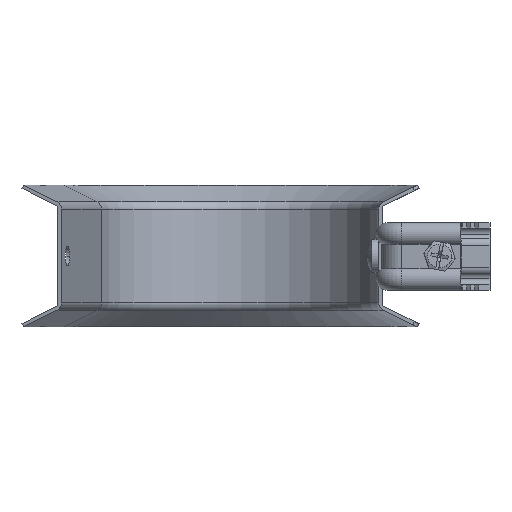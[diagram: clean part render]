
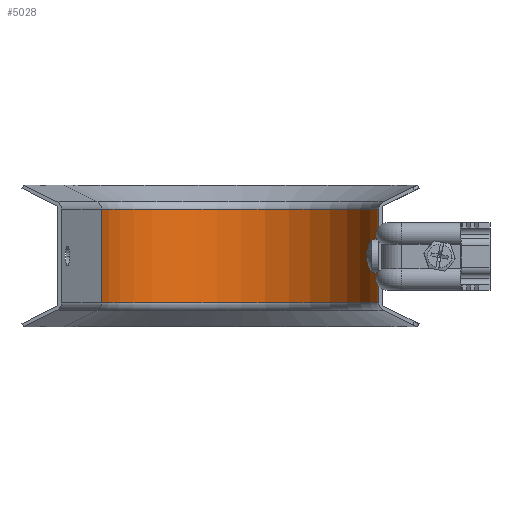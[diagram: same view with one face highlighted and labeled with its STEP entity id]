
A CAD part, front view. The second image highlights one B-rep face of the part: STEP entity #5028.
In plain terms, the highlighted cylindrical face has radius 50.8 mm (diameter 101.6 mm), a partial arc.
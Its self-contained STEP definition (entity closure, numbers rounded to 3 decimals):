
#20 = CARTESIAN_POINT ( 'NONE',  ( -1.35, -125.85, -18.843 ) ) ;
#84 = CARTESIAN_POINT ( 'NONE',  ( -101.805, -136.577, -18.843 ) ) ;
#124 = DIRECTION ( 'NONE',  ( 0., 0., 1. ) ) ;
#200 = VECTOR ( 'NONE', #124, 1000. ) ;
#561 = CIRCLE ( 'NONE', #7488, 50.8 ) ;
#758 = DIRECTION ( 'NONE',  ( 0., 0., 1. ) ) ;
#910 = CYLINDRICAL_SURFACE ( 'NONE', #8368, 50.8 ) ;
#1474 = EDGE_CURVE ( 'NONE', #3879, #7088, #7272, .T. ) ;
#1595 = DIRECTION ( 'NONE',  ( -1., 0., 0. ) ) ;
#1702 = CARTESIAN_POINT ( 'NONE',  ( -52.15, -125.85, 16.97 ) ) ;
#1752 = CARTESIAN_POINT ( 'NONE',  ( -101.805, -136.577, -16.97 ) ) ;
#1773 = LINE ( 'NONE', #84, #4816 ) ;
#1877 = DIRECTION ( 'NONE',  ( 0., 0., 1. ) ) ;
#1909 = EDGE_CURVE ( 'NONE', #3879, #9455, #561, .T. ) ;
#2600 = DIRECTION ( 'NONE',  ( 0., 0., -1. ) ) ;
#3081 = CIRCLE ( 'NONE', #9012, 50.8 ) ;
#3102 = EDGE_CURVE ( 'NONE', #6377, #7088, #3081, .T. ) ;
#3288 = CARTESIAN_POINT ( 'NONE',  ( -1.35, -125.85, 16.97 ) ) ;
#3515 = EDGE_LOOP ( 'NONE', ( #8925, #5426, #3544, #8089 ) ) ;
#3544 = ORIENTED_EDGE ( 'NONE', *, *, #4686, .T. ) ;
#3879 = VERTEX_POINT ( 'NONE', #7180 ) ;
#4686 = EDGE_CURVE ( 'NONE', #9455, #6377, #1773, .T. ) ;
#4816 = VECTOR ( 'NONE', #1877, 1000. ) ;
#5028 = ADVANCED_FACE ( 'NONE', ( #8846 ), #910, .F. ) ;
#5426 = ORIENTED_EDGE ( 'NONE', *, *, #1909, .T. ) ;
#6136 = CARTESIAN_POINT ( 'NONE',  ( -52.15, -125.85, -16.97 ) ) ;
#6377 = VERTEX_POINT ( 'NONE', #8914 ) ;
#7088 = VERTEX_POINT ( 'NONE', #3288 ) ;
#7180 = CARTESIAN_POINT ( 'NONE',  ( -1.35, -125.85, -16.97 ) ) ;
#7257 = CARTESIAN_POINT ( 'NONE',  ( -52.15, -125.85, 0. ) ) ;
#7272 = LINE ( 'NONE', #20, #200 ) ;
#7488 = AXIS2_PLACEMENT_3D ( 'NONE', #6136, #10082, #9365 ) ;
#8089 = ORIENTED_EDGE ( 'NONE', *, *, #3102, .T. ) ;
#8161 = DIRECTION ( 'NONE',  ( 1., 0., 0. ) ) ;
#8368 = AXIS2_PLACEMENT_3D ( 'NONE', #7257, #2600, #1595 ) ;
#8846 = FACE_OUTER_BOUND ( 'NONE', #3515, .T. ) ;
#8914 = CARTESIAN_POINT ( 'NONE',  ( -101.805, -136.577, 16.97 ) ) ;
#8925 = ORIENTED_EDGE ( 'NONE', *, *, #1474, .F. ) ;
#9012 = AXIS2_PLACEMENT_3D ( 'NONE', #1702, #758, #8161 ) ;
#9365 = DIRECTION ( 'NONE',  ( 1., 0., 0. ) ) ;
#9455 = VERTEX_POINT ( 'NONE', #1752 ) ;
#10082 = DIRECTION ( 'NONE',  ( 0., 0., -1. ) ) ;
